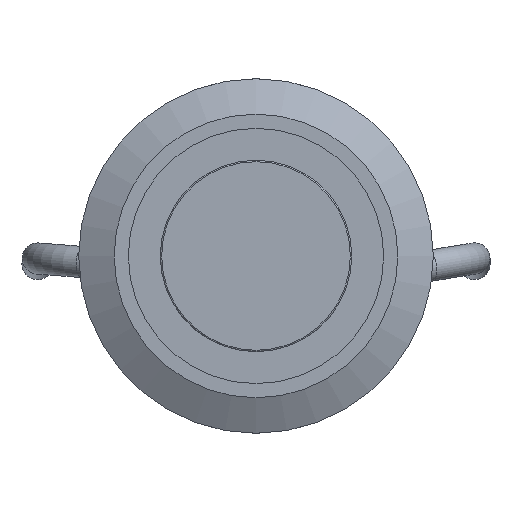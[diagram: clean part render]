
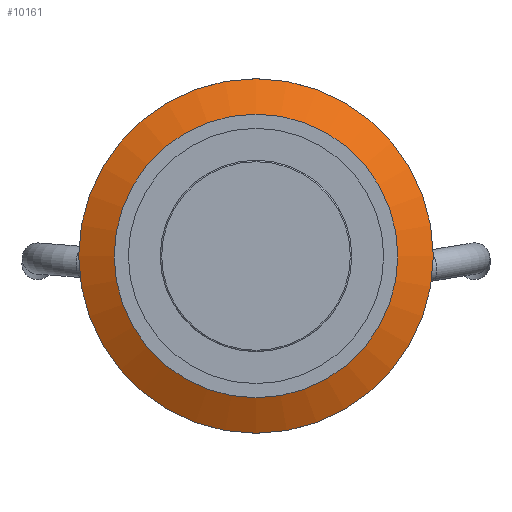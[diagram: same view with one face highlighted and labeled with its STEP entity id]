
A CAD part, top view. The second image highlights one B-rep face of the part: STEP entity #10161.
In plain terms, the highlighted conical face has half-angle 62.526 degrees and reference radius 11.25 mm.
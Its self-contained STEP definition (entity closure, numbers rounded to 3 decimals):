
#58=CONICAL_SURFACE('',#11049,11.25,1.091);
#1010=FACE_OUTER_BOUND('',#1574,.T.);
#1574=EDGE_LOOP('',(#8900,#8901,#8902,#8903,#8904,#8905));
#2045=CIRCLE('',#11050,10.);
#2046=CIRCLE('',#11051,10.);
#2047=CIRCLE('',#11052,12.5);
#2048=CIRCLE('',#11053,12.5);
#3077=LINE('',#19582,#3998);
#3998=VECTOR('',#13711,11.25);
#4862=VERTEX_POINT('',#19577);
#4863=VERTEX_POINT('',#19578);
#4864=VERTEX_POINT('',#19581);
#4865=VERTEX_POINT('',#19583);
#6252=EDGE_CURVE('',#4862,#4863,#2045,.T.);
#6253=EDGE_CURVE('',#4863,#4862,#2046,.T.);
#6254=EDGE_CURVE('',#4863,#4864,#3077,.T.);
#6255=EDGE_CURVE('',#4865,#4864,#2047,.T.);
#6256=EDGE_CURVE('',#4864,#4865,#2048,.T.);
#8900=ORIENTED_EDGE('',*,*,#6252,.F.);
#8901=ORIENTED_EDGE('',*,*,#6253,.F.);
#8902=ORIENTED_EDGE('',*,*,#6254,.T.);
#8903=ORIENTED_EDGE('',*,*,#6255,.F.);
#8904=ORIENTED_EDGE('',*,*,#6256,.F.);
#8905=ORIENTED_EDGE('',*,*,#6254,.F.);
#10161=ADVANCED_FACE('',(#1010),#58,.T.);
#11049=AXIS2_PLACEMENT_3D('',#19576,#13705,#13706);
#11050=AXIS2_PLACEMENT_3D('',#19579,#13707,#13708);
#11051=AXIS2_PLACEMENT_3D('',#19580,#13709,#13710);
#11052=AXIS2_PLACEMENT_3D('',#19584,#13712,#13713);
#11053=AXIS2_PLACEMENT_3D('',#19585,#13714,#13715);
#13705=DIRECTION('center_axis',(0.,0.,
-1.));
#13706=DIRECTION('ref_axis',(0.,1.,0.));
#13707=DIRECTION('center_axis',(0.,0.,
1.));
#13708=DIRECTION('ref_axis',(0.,1.,0.));
#13709=DIRECTION('center_axis',(0.,0.,
1.));
#13710=DIRECTION('ref_axis',(0.,1.,0.));
#13711=DIRECTION('',(0.,-0.887,-0.461));
#13712=DIRECTION('center_axis',(0.,0.,
-1.));
#13713=DIRECTION('ref_axis',(1.,0.,0.));
#13714=DIRECTION('center_axis',(0.,0.,
-1.));
#13715=DIRECTION('ref_axis',(1.,0.,0.));
#19576=CARTESIAN_POINT('Origin',(7.901,5.875,189.4));
#19577=CARTESIAN_POINT('',(7.901,15.875,190.05));
#19578=CARTESIAN_POINT('',(7.901,-4.125,190.05));
#19579=CARTESIAN_POINT('Origin',(7.901,5.875,190.05));
#19580=CARTESIAN_POINT('Origin',(7.901,5.875,190.05));
#19581=CARTESIAN_POINT('',(7.901,-6.625,188.75));
#19582=CARTESIAN_POINT('',(7.901,-5.375,189.4));
#19583=CARTESIAN_POINT('',(-4.599,5.875,188.75));
#19584=CARTESIAN_POINT('Origin',(7.901,5.875,188.75));
#19585=CARTESIAN_POINT('Origin',(7.901,5.875,188.75));
